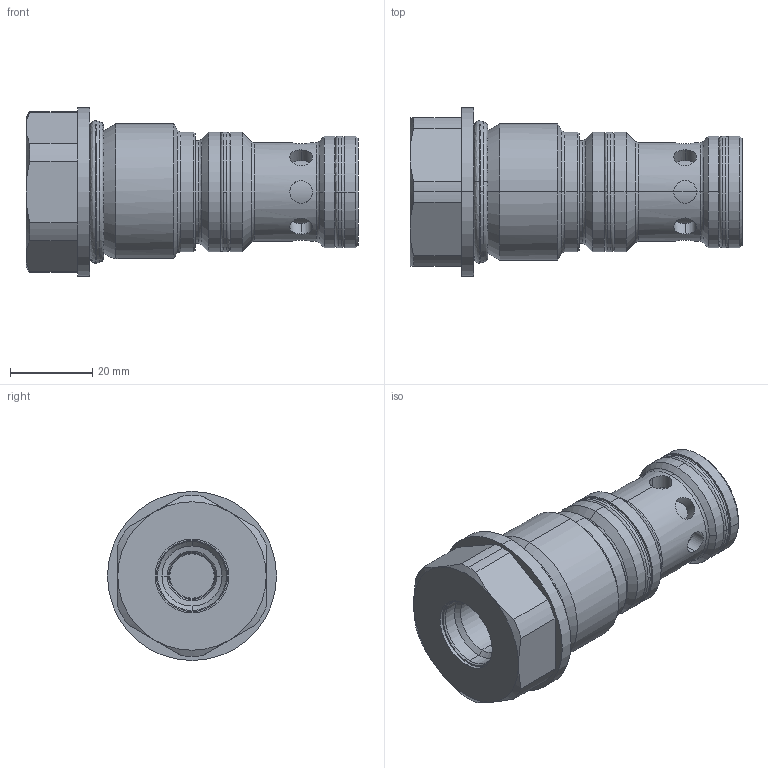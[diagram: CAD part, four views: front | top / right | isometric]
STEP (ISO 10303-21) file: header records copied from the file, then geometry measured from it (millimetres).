
FILE_DESCRIPTION (( 'STEP AP214' ), '1' );
FILE_NAME ('482.F4_Kunde.STEP', '2017-02-21T10:01:27', ( 'user' ), ( '' ), 'SwSTEP 2.0', 'SolidWorks 2016', '' );
FILE_SCHEMA (( 'AUTOMOTIVE_DESIGN' ));
Length unit declared in the file: millimetre
Products named in the file (1): 482.F4_Kunde
Bounding box: 80.5 x 41 x 41 mm (x, y, z)
Volume: 55518.7 mm3; surface area: 14486.3 mm2
Topology: 4 solids, 4 shells, 152 faces, 347 edges, 212 vertices
Faces by surface type: cylinder 68, cone 34, bspline 30, plane 20
Entity records: 6429 total; most frequent: CARTESIAN_POINT 2422, DIRECTION 711, ORIENTED_EDGE 694, EDGE_CURVE 347, AXIS2_PLACEMENT_3D 303, VERTEX_POINT 212, CIRCLE 180, EDGE_LOOP 167
